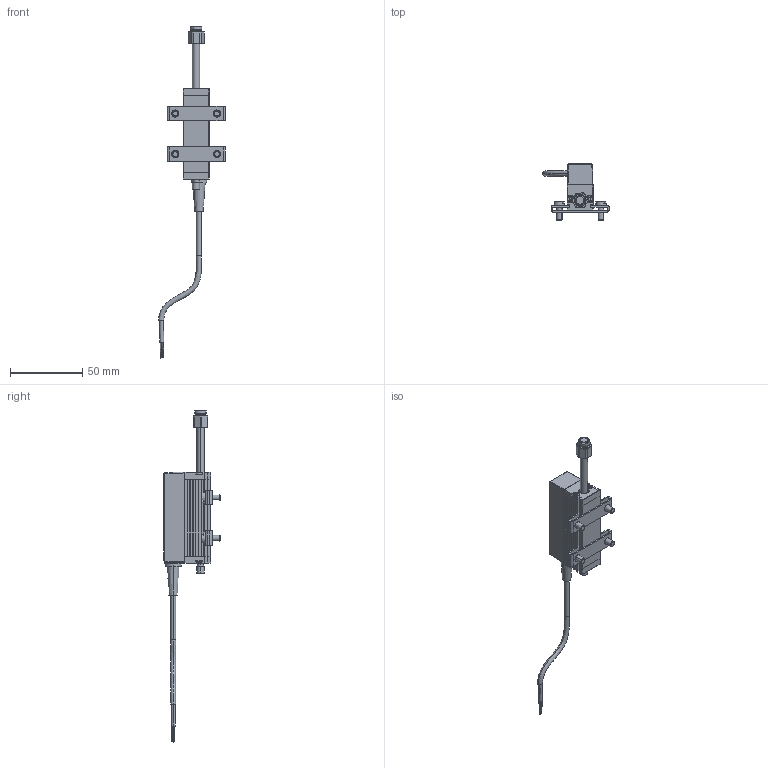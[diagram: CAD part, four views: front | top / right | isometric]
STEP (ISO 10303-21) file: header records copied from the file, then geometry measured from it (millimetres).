
FILE_DESCRIPTION (( 'STEP AP214' ), '1' );
FILE_NAME ('TE1-0025-101-411-202_ausgefahren.STEP', '2014-02-25T08:46:57', ( 'dummy' ), ( 'Hewlett-Packard Company' ), 'SwSTEP 2.0', 'SolidWorks 2013', '' );
FILE_SCHEMA (( 'AUTOMOTIVE_DESIGN' ));
Length unit declared in the file: millimetre
Products named in the file (1): TE1-0025-101-411-202_ausgefahren
Bounding box: 45.9 x 38.85 x 229.31 mm (x, y, z)
Surface area: 17328.9 mm2 (no closed solid volume)
Topology: 0 solids, 36 shells, 556 faces, 1755 edges, 1174 vertices
Faces by surface type: plane 248, cylinder 212, cone 54, torus 25, sphere 10, bspline 7
Entity records: 25662 total; most frequent: CARTESIAN_POINT 4140, DIRECTION 3467, ORIENTED_EDGE 2704, EDGE_CURVE 1749, AXIS2_PLACEMENT_3D 1255, VERTEX_POINT 1174, LINE 957, VECTOR 957
